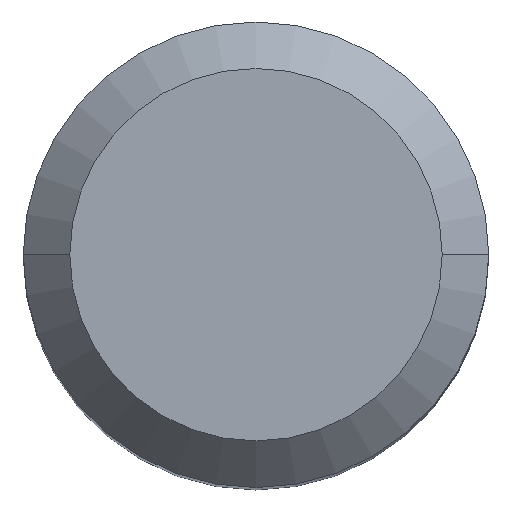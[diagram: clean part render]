
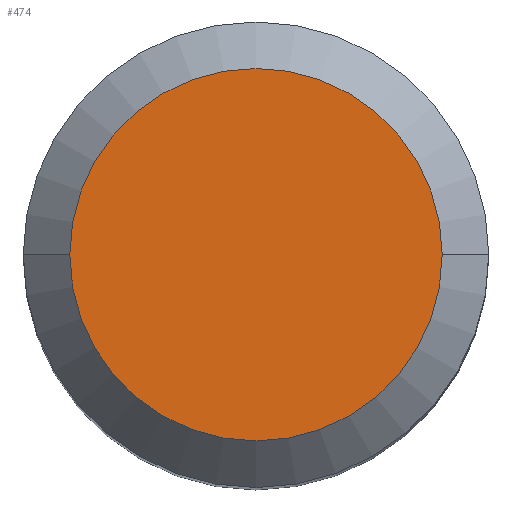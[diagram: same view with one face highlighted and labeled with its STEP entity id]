
A CAD part, top view. The second image highlights one B-rep face of the part: STEP entity #474.
In plain terms, the highlighted planar face has unit normal (0, 0, 1).
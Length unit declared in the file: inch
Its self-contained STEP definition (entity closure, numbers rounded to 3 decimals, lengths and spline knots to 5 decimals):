
#12 = EDGE_CURVE ( 'NONE', #422, #443, #468, .T. ) ;
#16 = DIRECTION ( 'NONE',  ( 0., 0., 1. ) ) ;
#57 = DIRECTION ( 'NONE',  ( -1., 0., 0. ) ) ;
#61 = CARTESIAN_POINT ( 'NONE',  ( 0.28348, 0., 0. ) ) ;
#68 = DIRECTION ( 'NONE',  ( 1., 0., 0. ) ) ;
#118 = AXIS2_PLACEMENT_3D ( 'NONE', #127, #267, #57 ) ;
#127 = CARTESIAN_POINT ( 'NONE',  ( 0., 0., 0. ) ) ;
#151 = AXIS2_PLACEMENT_3D ( 'NONE', #417, #253, #414 ) ;
#162 = EDGE_LOOP ( 'NONE', ( #266, #190 ) ) ;
#180 = EDGE_CURVE ( 'NONE', #443, #422, #188, .T. ) ;
#188 = CIRCLE ( 'NONE', #151, 0.28348 ) ;
#190 = ORIENTED_EDGE ( 'NONE', *, *, #180, .T. ) ;
#225 = PLANE ( 'NONE',  #118 ) ;
#253 = DIRECTION ( 'NONE',  ( 0., 0., 1. ) ) ;
#266 = ORIENTED_EDGE ( 'NONE', *, *, #12, .T. ) ;
#267 = DIRECTION ( 'NONE',  ( 0., 0., -1. ) ) ;
#413 = CARTESIAN_POINT ( 'NONE',  ( -0.28348, 0., 0. ) ) ;
#414 = DIRECTION ( 'NONE',  ( 1., 0., 0. ) ) ;
#417 = CARTESIAN_POINT ( 'NONE',  ( 0., 0., 0. ) ) ;
#422 = VERTEX_POINT ( 'NONE', #413 ) ;
#443 = VERTEX_POINT ( 'NONE', #61 ) ;
#448 = FACE_OUTER_BOUND ( 'NONE', #162, .T. ) ;
#456 = CARTESIAN_POINT ( 'NONE',  ( 0., 0., 0. ) ) ;
#468 = CIRCLE ( 'NONE', #496, 0.28348 ) ;
#474 = ADVANCED_FACE ( 'NONE', ( #448 ), #225, .F. ) ;
#496 = AXIS2_PLACEMENT_3D ( 'NONE', #456, #16, #68 ) ;
